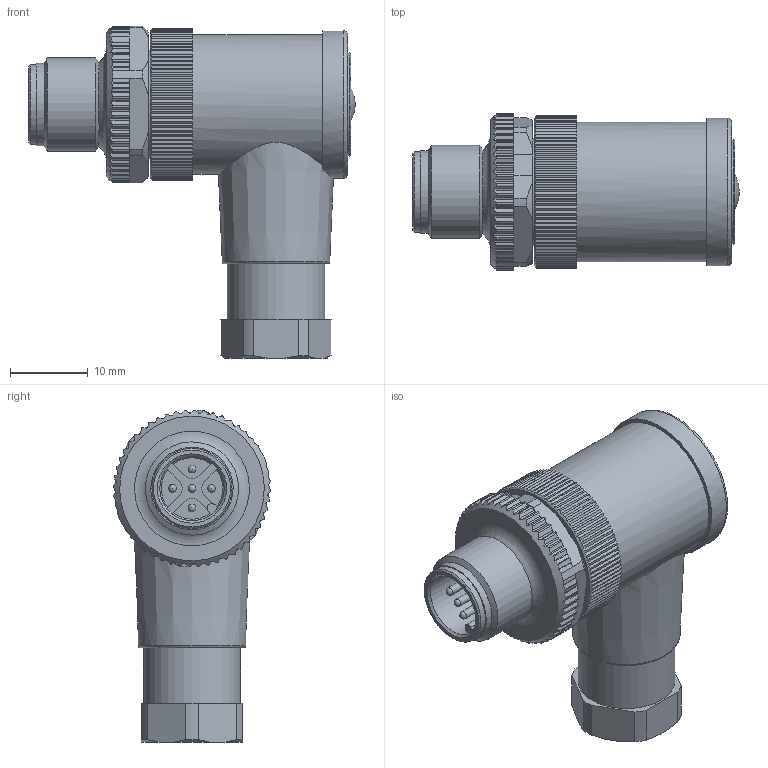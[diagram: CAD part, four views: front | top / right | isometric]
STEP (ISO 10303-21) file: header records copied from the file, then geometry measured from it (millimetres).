
FILE_DESCRIPTION(/* description */ (''),/* implementation_level */ '2;1');
FILE_NAME(/* name */ 'WWASC5K.stp',/* time_stamp */ '2016-12-09T09:42:03+01:00',/* author */ (''),/* organization */ (''),/* preprocessor_version */ 'ST-DEVELOPER v16',/* originating_system */ 'SIEMENS PLM Software NX 10.0',/* authorisation */ '');
FILE_SCHEMA (('AUTOMOTIVE_DESIGN { 1 0 10303 214 3 1 1 1 }'));
Length unit declared in the file: millimetre
Products named in the file (1): kbor7EDE5lt0
Bounding box: 42 x 20.19 x 42.69 mm (x, y, z)
Volume: 12612.7 mm3; surface area: 4649.6 mm2
Topology: 1 solids, 1 shells, 623 faces, 1822 edges, 1209 vertices
Faces by surface type: plane 359, cylinder 231, cone 23, sphere 6, torus 4
Full cylindrical faces by diameter (mm): 1 x5, 2 x1, 8.3 x1, 10.3 x1, 10.6 x1, 12 x1, 12.5 x1, 13.9 x1, 18 x1, 19 x1
Entity records: 21980 total; most frequent: CARTESIAN_POINT 6208, ORIENTED_EDGE 3528, DIRECTION 2984, EDGE_CURVE 1764, VERTEX_POINT 1182, AXIS2_PLACEMENT_3D 1032, LINE 920, VECTOR 920
